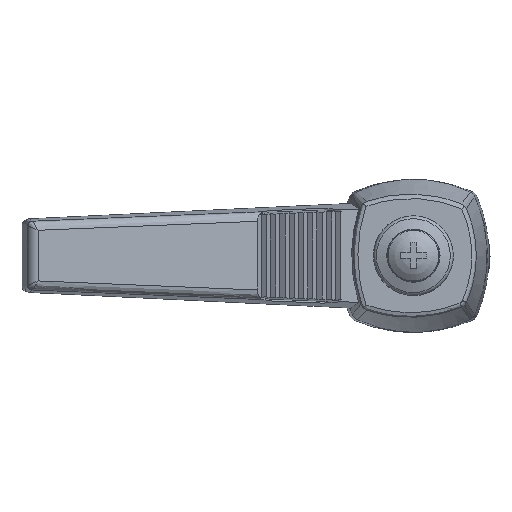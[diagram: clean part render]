
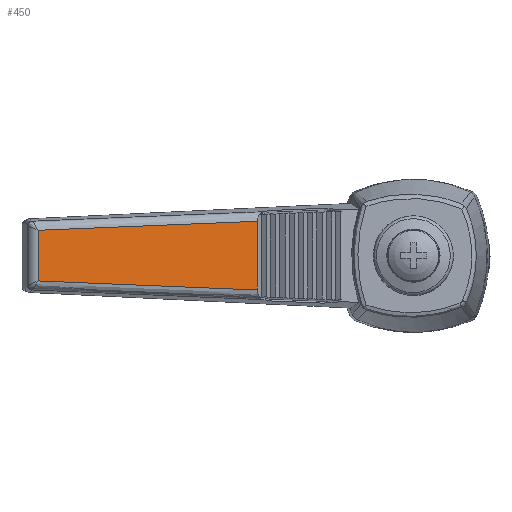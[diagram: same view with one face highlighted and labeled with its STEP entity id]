
A CAD part, top view. The second image highlights one B-rep face of the part: STEP entity #450.
In plain terms, the highlighted planar face has unit normal (0.161, 0, 0.987).
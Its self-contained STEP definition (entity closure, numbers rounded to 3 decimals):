
#450 = ADVANCED_FACE( '', ( #1041 ), #1042, .T. );
#1041 = FACE_OUTER_BOUND( '', #2653, .T. );
#1042 = PLANE( '', #2654 );
#2653 = EDGE_LOOP( '', ( #5404, #5405, #5406, #5407 ) );
#2654 = AXIS2_PLACEMENT_3D( '', #5408, #5409, #5410 );
#5404 = ORIENTED_EDGE( '', *, *, #7210, .T. );
#5405 = ORIENTED_EDGE( '', *, *, #7061, .T. );
#5406 = ORIENTED_EDGE( '', *, *, #7211, .T. );
#5407 = ORIENTED_EDGE( '', *, *, #7212, .T. );
#5408 = CARTESIAN_POINT( '', ( -3.654, 5.09, 18.725 ) );
#5409 = DIRECTION( '', ( 0.161, 0., 0.987 ) );
#5410 = DIRECTION( '', ( 0.987, 0., -0.161 ) );
#7061 = EDGE_CURVE( '', #8290, #8190, #8291, .T. );
#7210 = EDGE_CURVE( '', #8508, #8290, #8509, .T. );
#7211 = EDGE_CURVE( '', #8190, #7972, #8510, .F. );
#7212 = EDGE_CURVE( '', #7972, #8508, #8511, .T. );
#7972 = VERTEX_POINT( '', #9716 );
#8190 = VERTEX_POINT( '', #10173 );
#8290 = VERTEX_POINT( '', #10446 );
#8291 = B_SPLINE_CURVE_WITH_KNOTS( '', 3, ( #10447, #10448, #10449, #10450, #10451, #10452 ), .UNSPECIFIED., .F., .F., ( 4, 2, 4 ), ( 0., 0.012, 0.024 ), .UNSPECIFIED. );
#8508 = VERTEX_POINT( '', #11070 );
#8509 = LINE( '', #11071, #11072 );
#8510 = LINE( '', #11073, #11074 );
#8511 = B_SPLINE_CURVE_WITH_KNOTS( '', 3, ( #11075, #11076, #11077, #11078, #11079, #11080 ), .UNSPECIFIED., .F., .F., ( 4, 2, 4 ), ( 0., 0.012, 0.024 ), .UNSPECIFIED. );
#9716 = CARTESIAN_POINT( '', ( -40.163, -2.712, 24.693 ) );
#10173 = CARTESIAN_POINT( '', ( -40.163, 2.712, 24.693 ) );
#10446 = CARTESIAN_POINT( '', ( -16.706, 3.678, 20.859 ) );
#10447 = CARTESIAN_POINT( '', ( -16.706, 3.678, 20.859 ) );
#10448 = CARTESIAN_POINT( '', ( -20.616, 3.516, 21.498 ) );
#10449 = CARTESIAN_POINT( '', ( -24.525, 3.355, 22.137 ) );
#10450 = CARTESIAN_POINT( '', ( -32.344, 3.033, 23.415 ) );
#10451 = CARTESIAN_POINT( '', ( -36.254, 2.872, 24.054 ) );
#10452 = CARTESIAN_POINT( '', ( -40.163, 2.712, 24.693 ) );
#11070 = CARTESIAN_POINT( '', ( -16.706, -3.678, 20.859 ) );
#11071 = CARTESIAN_POINT( '', ( -16.706, 5.09, 20.859 ) );
#11072 = VECTOR( '', #12873, 1000. );
#11073 = CARTESIAN_POINT( '', ( -40.163, -3.527, 24.693 ) );
#11074 = VECTOR( '', #12874, 1000. );
#11075 = CARTESIAN_POINT( '', ( -40.163, -2.712, 24.693 ) );
#11076 = CARTESIAN_POINT( '', ( -36.254, -2.872, 24.054 ) );
#11077 = CARTESIAN_POINT( '', ( -32.344, -3.033, 23.415 ) );
#11078 = CARTESIAN_POINT( '', ( -24.525, -3.355, 22.137 ) );
#11079 = CARTESIAN_POINT( '', ( -20.616, -3.516, 21.498 ) );
#11080 = CARTESIAN_POINT( '', ( -16.706, -3.678, 20.859 ) );
#12873 = DIRECTION( '', ( 0., 1., 0. ) );
#12874 = DIRECTION( '', ( 0., 1., 0. ) );
